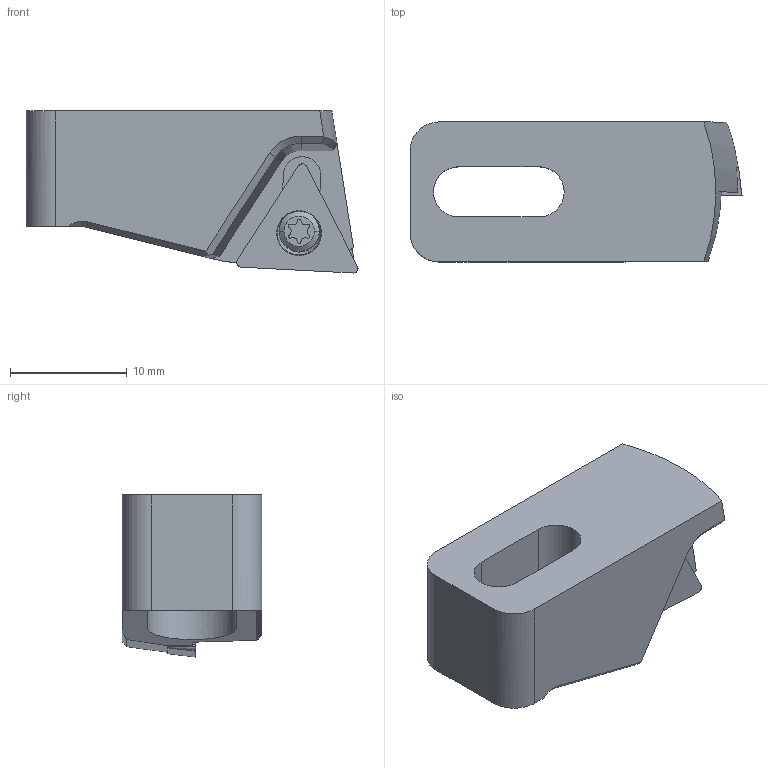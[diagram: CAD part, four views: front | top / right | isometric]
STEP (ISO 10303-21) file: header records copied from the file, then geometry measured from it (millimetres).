
FILE_DESCRIPTION(('no description'),'unknown implementation level');
FILE_NAME('5C74E348-B736-4C0C-8D41-7F4A49B01E45_export.stp',' ',('CIMSOURCE GmbH'),('CADClick - KiM GmbH - www.kimweb.de'),'unknown preprocess','ACIS','unknown authorization');
FILE_SCHEMA(('automotive_design'));
Length unit declared in the file: millimetre
Products named in the file (5): 627.141 Kaiser WPH EWB 41 UP|694.122 Kaiser ETL M2.5x6.5 T7 IP 10S_309.301;Kreismuster1; 627.141 Kaiser WPH EWB 41 UP|655.383 Kaiser TCGT 110204 K10C;Kombinieren1; 627.141 Kaiser WPH EWB 41 UP|627.141 Kaiser WPH EWB 41 UP-2;Schnitt-Linear austragen15; 627.141 Kaiser WPH EWB 41 UP|627.141 Kaiser WPH EWB 41 UP-1;<N016.05 (TC 1102) PLS rechts Freistellung neutral>-<<655.321>-<Kombinieren1>>; 627.141 Kaiser WPH EWB 41 UP|627.141 Kaiser WPH EWB 41 UP;<N016.05 (TC 1102) PLS rechts Freistellung neutral>-<<0640.021>-<Kombinieren1>>
Bounding box: 28.47 x 12 x 13.9 mm (x, y, z)
Volume: 2787.2 mm3; surface area: 2336.3 mm2
Topology: 5 solids, 5 shells, 141 faces, 353 edges, 223 vertices
Faces by surface type: plane 51, cylinder 41, cone 39, torus 8, bspline 2
Entity records: 8851 total; most frequent: CARTESIAN_POINT 1212, DIRECTION 795, STYLED_ITEM 722, PRESENTATION_STYLE_ASSIGNMENT 722, COLOUR_RGB 722, ORIENTED_EDGE 706, EDGE_CURVE 353, CURVE_STYLE 353
